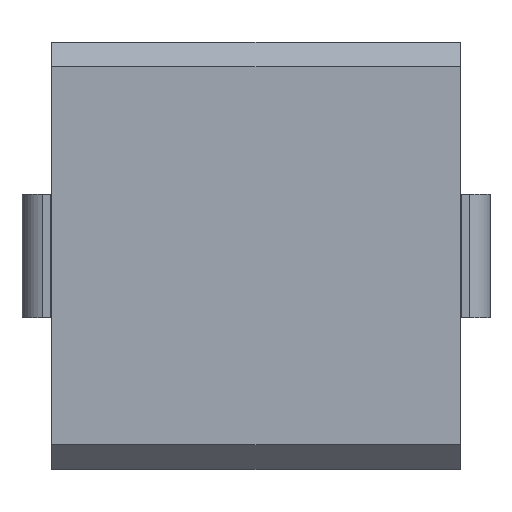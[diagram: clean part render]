
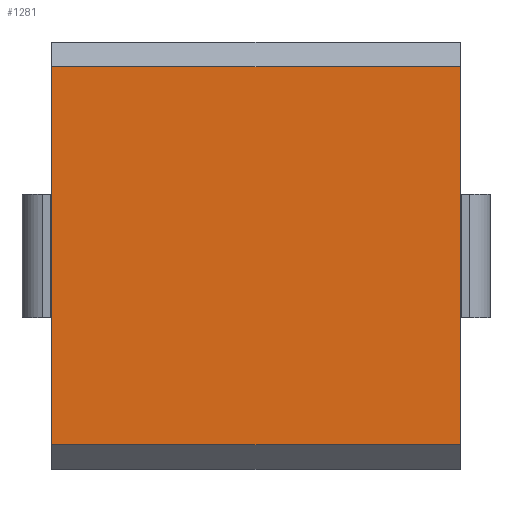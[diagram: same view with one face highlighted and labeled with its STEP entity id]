
A CAD part, top view. The second image highlights one B-rep face of the part: STEP entity #1281.
In plain terms, the highlighted planar face has unit normal (0, 0, 1).
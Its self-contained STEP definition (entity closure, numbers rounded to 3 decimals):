
#978 = CARTESIAN_POINT ( 'NONE',  ( 2.49, 2.3, 3. ) ) ;
#979 = VERTEX_POINT ( 'NONE', #978 ) ;
#986 = CARTESIAN_POINT ( 'NONE',  ( 2.49, -2.3, 3. ) ) ;
#987 = VERTEX_POINT ( 'NONE', #986 ) ;
#988 = CARTESIAN_POINT ( 'NONE',  ( 2.49, -2.6, 3. ) ) ;
#989 = DIRECTION ( 'NONE',  ( 0., 1., 0. ) ) ;
#990 = VECTOR ( 'NONE', #989, 1000. ) ;
#991 = LINE ( 'NONE', #988, #990 ) ;
#992 = EDGE_CURVE ( 'NONE', #987, #979, #991, .T. ) ;
#1123 = CARTESIAN_POINT ( 'NONE',  ( -2.49, 2.3, 3. ) ) ;
#1124 = VERTEX_POINT ( 'NONE', #1123 ) ;
#1125 = CARTESIAN_POINT ( 'NONE',  ( -2.49, -2.3, 3. ) ) ;
#1126 = VERTEX_POINT ( 'NONE', #1125 ) ;
#1127 = CARTESIAN_POINT ( 'NONE',  ( -2.49, -2.6, 3. ) ) ;
#1128 = DIRECTION ( 'NONE',  ( 0., -1., 0. ) ) ;
#1129 = VECTOR ( 'NONE', #1128, 1000. ) ;
#1130 = LINE ( 'NONE', #1127, #1129 ) ;
#1131 = EDGE_CURVE ( 'NONE', #1124, #1126, #1130, .T. ) ;
#1260 = ORIENTED_EDGE ( 'NONE', *, *, #992, .T. ) ;
#1261 = CARTESIAN_POINT ( 'NONE',  ( 0., 2.3, 3. ) ) ;
#1262 = DIRECTION ( 'NONE',  ( -1., 0., 0. ) ) ;
#1263 = VECTOR ( 'NONE', #1262, 1000. ) ;
#1264 = LINE ( 'NONE', #1261, #1263 ) ;
#1265 = EDGE_CURVE ( 'NONE', #979, #1124, #1264, .T. ) ;
#1266 = ORIENTED_EDGE ( 'NONE', *, *, #1265, .T. ) ;
#1267 = ORIENTED_EDGE ( 'NONE', *, *, #1131, .T. ) ;
#1268 = CARTESIAN_POINT ( 'NONE',  ( 0., -2.3, 3. ) ) ;
#1269 = DIRECTION ( 'NONE',  ( 1., 0., 0. ) ) ;
#1270 = VECTOR ( 'NONE', #1269, 1000. ) ;
#1271 = LINE ( 'NONE', #1268, #1270 ) ;
#1272 = EDGE_CURVE ( 'NONE', #1126, #987, #1271, .T. ) ;
#1273 = ORIENTED_EDGE ( 'NONE', *, *, #1272, .T. ) ;
#1274 = EDGE_LOOP ( 'NONE', ( #1260, #1266, #1267, #1273 ) ) ;
#1275 = FACE_OUTER_BOUND ( 'NONE', #1274, .T. ) ;
#1276 = CARTESIAN_POINT ( 'NONE',  ( 0., 0., 3. ) ) ;
#1277 = DIRECTION ( 'NONE',  ( 0., 0., -1. ) ) ;
#1278 = DIRECTION ( 'NONE',  ( 0., 1., 0. ) ) ;
#1279 = AXIS2_PLACEMENT_3D ( 'NONE', #1276, #1277, #1278 ) ;
#1280 = PLANE ( 'NONE', #1279 ) ;
#1281 = ADVANCED_FACE ( 'NONE', ( #1275 ), #1280, .F. ) ;
